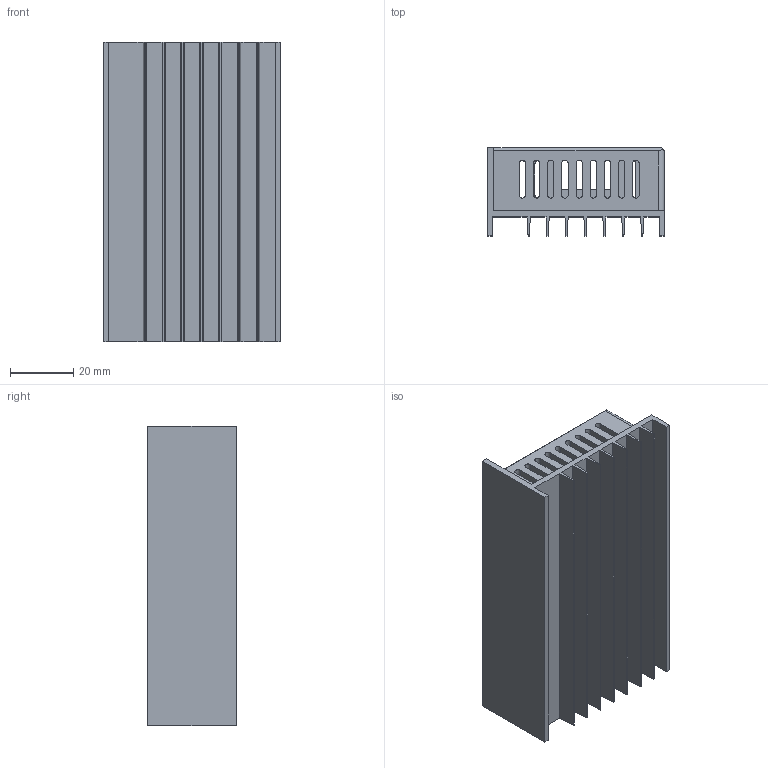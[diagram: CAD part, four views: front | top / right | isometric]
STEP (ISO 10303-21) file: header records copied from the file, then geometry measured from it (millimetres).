
FILE_DESCRIPTION(/* description */ (''),/* implementation_level */ '2;1');
FILE_NAME(/* name */ 'cover_v2.stp',/* time_stamp */ '2025-04-25T22:50:14+07:00',/* author */ ('MRIF''AN'),/* organization */ (''),/* preprocessor_version */ 'ST-DEVELOPER v19.2',/* originating_system */ 'Autodesk Inventor 2024',/* authorisation */ '');
FILE_SCHEMA (('AUTOMOTIVE_DESIGN { 1 0 10303 214 3 1 1 }'));
Length unit declared in the file: millimetre
Products named in the file (1): 37
Bounding box: 56 x 28 x 95 mm (x, y, z)
Volume: 42723.3 mm3; surface area: 37807.2 mm2
Topology: 1 solids, 1 shells, 111 faces, 325 edges, 216 vertices
Faces by surface type: plane 85, cylinder 26
Entity records: 3881 total; most frequent: CARTESIAN_POINT 653, ORIENTED_EDGE 650, DIRECTION 603, EDGE_CURVE 325, LINE 271, VECTOR 271, VERTEX_POINT 216, AXIS2_PLACEMENT_3D 166
